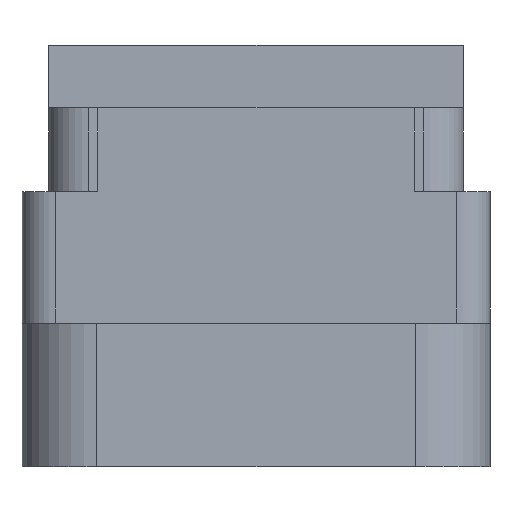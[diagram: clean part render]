
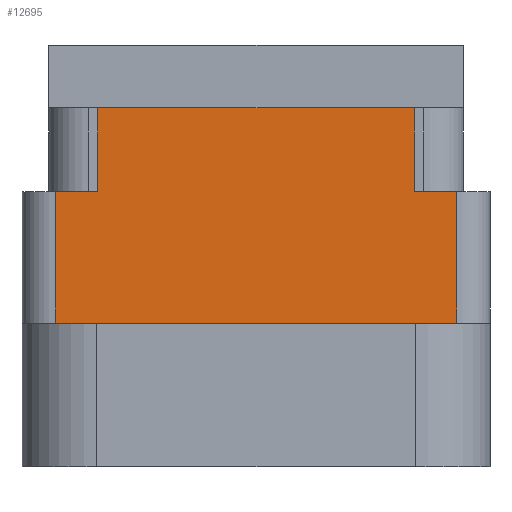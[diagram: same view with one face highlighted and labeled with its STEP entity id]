
A CAD part, left-side view. The second image highlights one B-rep face of the part: STEP entity #12695.
In plain terms, the highlighted planar face has unit normal (-1, 0, 0).
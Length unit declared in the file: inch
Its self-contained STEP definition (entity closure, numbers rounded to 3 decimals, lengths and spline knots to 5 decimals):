
#760 = CARTESIAN_POINT ( 'NONE',  ( -1.2955, 0., -0.52 ) ) ;
#1563 = CARTESIAN_POINT ( 'NONE',  ( -1.2955, -0.296, -0.117 ) ) ;
#1939 = PLANE ( 'NONE',  #9345 ) ;
#2850 = ORIENTED_EDGE ( 'NONE', *, *, #39669, .T. ) ;
#4615 = CARTESIAN_POINT ( 'NONE',  ( -1.2955, 0.296, -0.274 ) ) ;
#5811 = ORIENTED_EDGE ( 'NONE', *, *, #11681, .T. ) ;
#5967 = ORIENTED_EDGE ( 'NONE', *, *, #24382, .F. ) ;
#6048 = DIRECTION ( 'NONE',  ( 0., 0., 1. ) ) ;
#6751 = EDGE_CURVE ( 'NONE', #29259, #31796, #36829, .T. ) ;
#7103 = LINE ( 'NONE', #26543, #40753 ) ;
#7553 = DIRECTION ( 'NONE',  ( 0., -1., 0. ) ) ;
#7704 = CARTESIAN_POINT ( 'NONE',  ( -1.2955, 0.376, -0.274 ) ) ;
#8208 = DIRECTION ( 'NONE',  ( 0., -1., 0. ) ) ;
#8456 = VERTEX_POINT ( 'NONE', #4615 ) ;
#9345 = AXIS2_PLACEMENT_3D ( 'NONE', #36662, #24095, #14667 ) ;
#9378 = DIRECTION ( 'NONE',  ( 0., 1., 0. ) ) ;
#9398 = EDGE_CURVE ( 'NONE', #12820, #40928, #28645, .T. ) ;
#9416 = DIRECTION ( 'NONE',  ( 0., 0., -1. ) ) ;
#9797 = CARTESIAN_POINT ( 'NONE',  ( -1.2955, -0.296, -0.274 ) ) ;
#9845 = VECTOR ( 'NONE', #9378, 39.37008 ) ;
#10674 = VECTOR ( 'NONE', #31321, 39.37008 ) ;
#11681 = EDGE_CURVE ( 'NONE', #27290, #31796, #37409, .T. ) ;
#12695 = ADVANCED_FACE ( 'NONE', ( #16023 ), #1939, .T. ) ;
#12820 = VERTEX_POINT ( 'NONE', #40515 ) ;
#14667 = DIRECTION ( 'NONE',  ( 0., 0., 1. ) ) ;
#16023 = FACE_OUTER_BOUND ( 'NONE', #20132, .T. ) ;
#16037 = ORIENTED_EDGE ( 'NONE', *, *, #17058, .F. ) ;
#17005 = CARTESIAN_POINT ( 'NONE',  ( -1.2955, 0., -0.274 ) ) ;
#17058 = EDGE_CURVE ( 'NONE', #31301, #8456, #21262, .T. ) ;
#18916 = CARTESIAN_POINT ( 'NONE',  ( -1.2955, -0.376, -0.789 ) ) ;
#20132 = EDGE_LOOP ( 'NONE', ( #16037, #40621, #38472, #2850, #5967, #5811, #29895, #32794 ) ) ;
#20890 = CARTESIAN_POINT ( 'NONE',  ( -1.2955, 0.438, -0.117 ) ) ;
#21262 = LINE ( 'NONE', #17005, #34548 ) ;
#23190 = CARTESIAN_POINT ( 'NONE',  ( -1.2955, 0.296, -0.274 ) ) ;
#23936 = VECTOR ( 'NONE', #9416, 39.37008 ) ;
#24095 = DIRECTION ( 'NONE',  ( -1., 0., 0. ) ) ;
#24382 = EDGE_CURVE ( 'NONE', #27290, #27559, #7103, .T. ) ;
#25478 = VECTOR ( 'NONE', #8208, 39.37008 ) ;
#26543 = CARTESIAN_POINT ( 'NONE',  ( -1.2955, 0., -0.274 ) ) ;
#27290 = VERTEX_POINT ( 'NONE', #39543 ) ;
#27507 = LINE ( 'NONE', #18916, #10674 ) ;
#27559 = VERTEX_POINT ( 'NONE', #34670 ) ;
#28645 = LINE ( 'NONE', #760, #9845 ) ;
#29025 = VECTOR ( 'NONE', #6048, 39.37008 ) ;
#29156 = LINE ( 'NONE', #23190, #32630 ) ;
#29259 = VERTEX_POINT ( 'NONE', #39753 ) ;
#29683 = DIRECTION ( 'NONE',  ( 0., 0., 1. ) ) ;
#29895 = ORIENTED_EDGE ( 'NONE', *, *, #6751, .F. ) ;
#31301 = VERTEX_POINT ( 'NONE', #7704 ) ;
#31321 = DIRECTION ( 'NONE',  ( 0., 0., 1. ) ) ;
#31796 = VERTEX_POINT ( 'NONE', #1563 ) ;
#31892 = CARTESIAN_POINT ( 'NONE',  ( -1.2955, 0.376, -0.52 ) ) ;
#32415 = EDGE_CURVE ( 'NONE', #31301, #40928, #32857, .T. ) ;
#32630 = VECTOR ( 'NONE', #29683, 39.37008 ) ;
#32794 = ORIENTED_EDGE ( 'NONE', *, *, #33392, .F. ) ;
#32857 = LINE ( 'NONE', #41036, #23936 ) ;
#33392 = EDGE_CURVE ( 'NONE', #8456, #29259, #29156, .T. ) ;
#34548 = VECTOR ( 'NONE', #36049, 39.37008 ) ;
#34670 = CARTESIAN_POINT ( 'NONE',  ( -1.2955, -0.376, -0.274 ) ) ;
#36049 = DIRECTION ( 'NONE',  ( 0., -1., 0. ) ) ;
#36662 = CARTESIAN_POINT ( 'NONE',  ( -1.2955, -0.438, -0.789 ) ) ;
#36829 = LINE ( 'NONE', #20890, #25478 ) ;
#37409 = LINE ( 'NONE', #9797, #29025 ) ;
#38472 = ORIENTED_EDGE ( 'NONE', *, *, #9398, .F. ) ;
#39543 = CARTESIAN_POINT ( 'NONE',  ( -1.2955, -0.296, -0.274 ) ) ;
#39669 = EDGE_CURVE ( 'NONE', #12820, #27559, #27507, .T. ) ;
#39753 = CARTESIAN_POINT ( 'NONE',  ( -1.2955, 0.296, -0.117 ) ) ;
#40515 = CARTESIAN_POINT ( 'NONE',  ( -1.2955, -0.376, -0.52 ) ) ;
#40621 = ORIENTED_EDGE ( 'NONE', *, *, #32415, .T. ) ;
#40753 = VECTOR ( 'NONE', #7553, 39.37008 ) ;
#40928 = VERTEX_POINT ( 'NONE', #31892 ) ;
#41036 = CARTESIAN_POINT ( 'NONE',  ( -1.2955, 0.376, -0.789 ) ) ;
